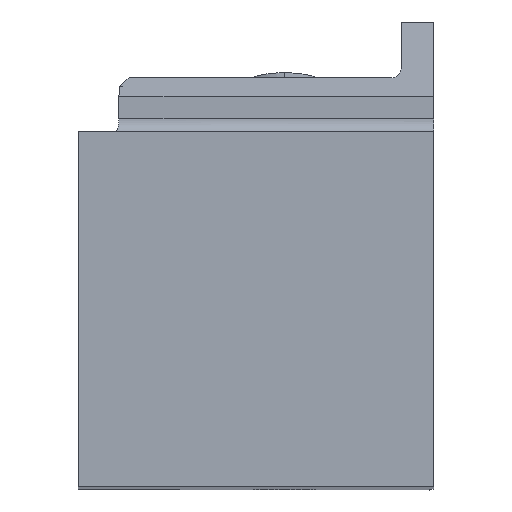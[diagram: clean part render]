
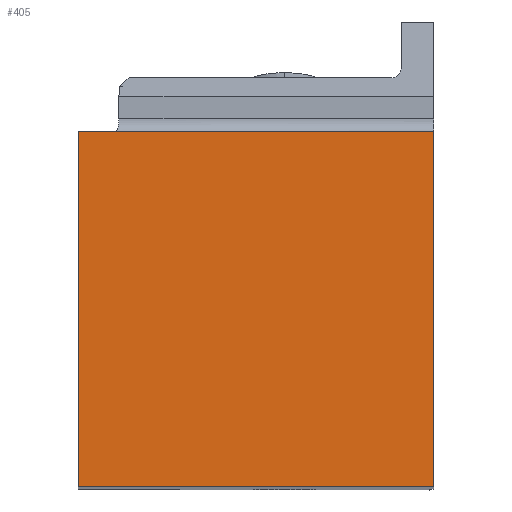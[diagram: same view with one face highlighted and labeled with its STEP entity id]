
A CAD part, top view. The second image highlights one B-rep face of the part: STEP entity #405.
In plain terms, the highlighted planar face has unit normal (0, 0, 1).
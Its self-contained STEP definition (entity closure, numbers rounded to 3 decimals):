
#405=ADVANCED_FACE('',(#535),#498,.T.);
#498=PLANE('',#2085);
#535=FACE_OUTER_BOUND('',#625,.T.);
#625=EDGE_LOOP('',(#724,#725,#726,#727));
#724=ORIENTED_EDGE('',*,*,#1443,.F.);
#725=ORIENTED_EDGE('',*,*,#1444,.F.);
#726=ORIENTED_EDGE('',*,*,#1442,.F.);
#727=ORIENTED_EDGE('',*,*,#1445,.T.);
#1258=VERTEX_POINT('',#2816);
#1261=VERTEX_POINT('',#2821);
#1262=VERTEX_POINT('',#2825);
#1263=VERTEX_POINT('',#2826);
#1442=EDGE_CURVE('',#1261,#1258,#1711,.T.);
#1443=EDGE_CURVE('',#1262,#1263,#1712,.T.);
#1444=EDGE_CURVE('',#1258,#1262,#1713,.T.);
#1445=EDGE_CURVE('',#1261,#1263,#1714,.T.);
#1711=LINE('',#2822,#1848);
#1712=LINE('',#2824,#1849);
#1713=LINE('',#2827,#1850);
#1714=LINE('',#2828,#1851);
#1848=VECTOR('',#2295,1.);
#1849=VECTOR('',#2298,1.);
#1850=VECTOR('',#2299,1.);
#1851=VECTOR('',#2300,1.);
#2085=AXIS2_PLACEMENT_3D('',#2829,#2301,#2302);
#2295=DIRECTION('',(0.,1.,0.));
#2298=DIRECTION('',(0.,-1.,0.));
#2299=DIRECTION('',(1.,0.,0.));
#2300=DIRECTION('',(1.,0.,0.));
#2301=DIRECTION('',(0.,0.,1.));
#2302=DIRECTION('',(-1.,0.,0.));
#2816=CARTESIAN_POINT('',(0.,19.05,0.));
#2821=CARTESIAN_POINT('',(0.,0.,0.));
#2822=CARTESIAN_POINT('',(0.,0.,0.));
#2824=CARTESIAN_POINT('',(19.05,19.05,0.));
#2825=CARTESIAN_POINT('',(19.05,19.05,0.));
#2826=CARTESIAN_POINT('',(19.05,0.,0.));
#2827=CARTESIAN_POINT('',(0.,19.05,0.));
#2828=CARTESIAN_POINT('',(0.,0.,0.));
#2829=CARTESIAN_POINT('',(9.525,9.525,0.));
